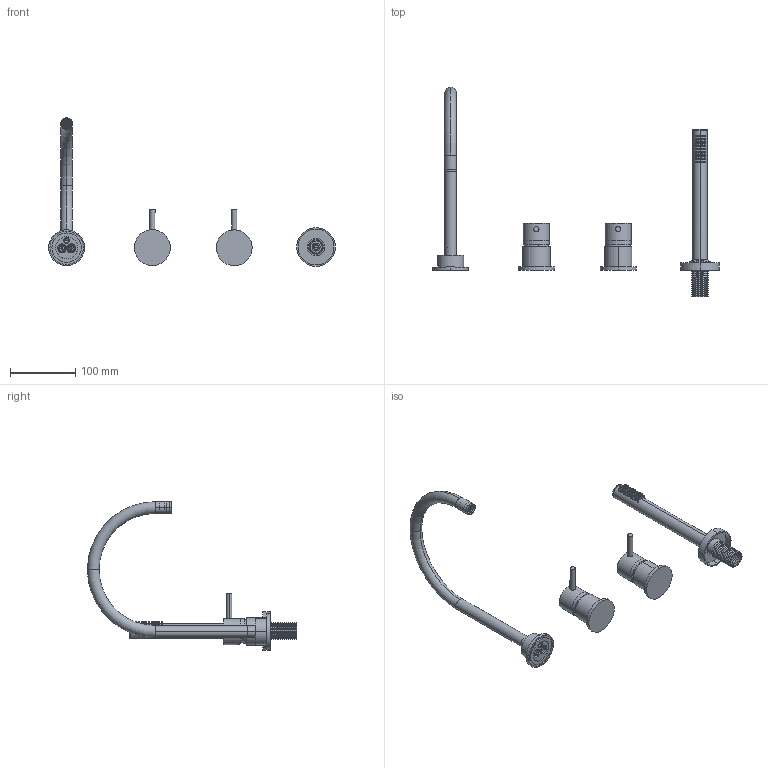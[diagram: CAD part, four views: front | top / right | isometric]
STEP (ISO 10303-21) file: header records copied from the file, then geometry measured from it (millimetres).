
FILE_DESCRIPTION (( 'STEP AP214' ), '1' );
FILE_NAME ('15007.STEP', '2024-02-08T14:19:59', ( '' ), ( '' ), 'SwSTEP 2.0', 'SolidWorks 2018', '' );
FILE_SCHEMA (( 'AUTOMOTIVE_DESIGN' ));
Length unit declared in the file: millimetre
Products named in the file (9): leva minimalista; retina areatore m 18x1; 896; comando corpo lavabo; 0100900410; 15007; 0100400703; 915; 901
Assembly tree (10 placements, depth 2):
  15007
    comando corpo lavabo  x2
    896
    901
    915
    leva minimalista  x2
    retina areatore m 18x1
    0100900410
    0100400703
Bounding box: 438.92 x 320.34 x 227.55 mm (x, y, z)
Volume: 363404.4 mm3; surface area: 137745.9 mm2
Topology: 11 solids, 11 shells, 812 faces, 1855 edges, 1187 vertices
Faces by surface type: plane 464, cylinder 196, torus 80, cone 68, bspline 4
Entity records: 27573 total; most frequent: CARTESIAN_POINT 6007, DIRECTION 3804, ORIENTED_EDGE 3624, EDGE_CURVE 1812, AXIS2_PLACEMENT_3D 1306, VECTOR 1192, LINE 1192, VERTEX_POINT 1161
